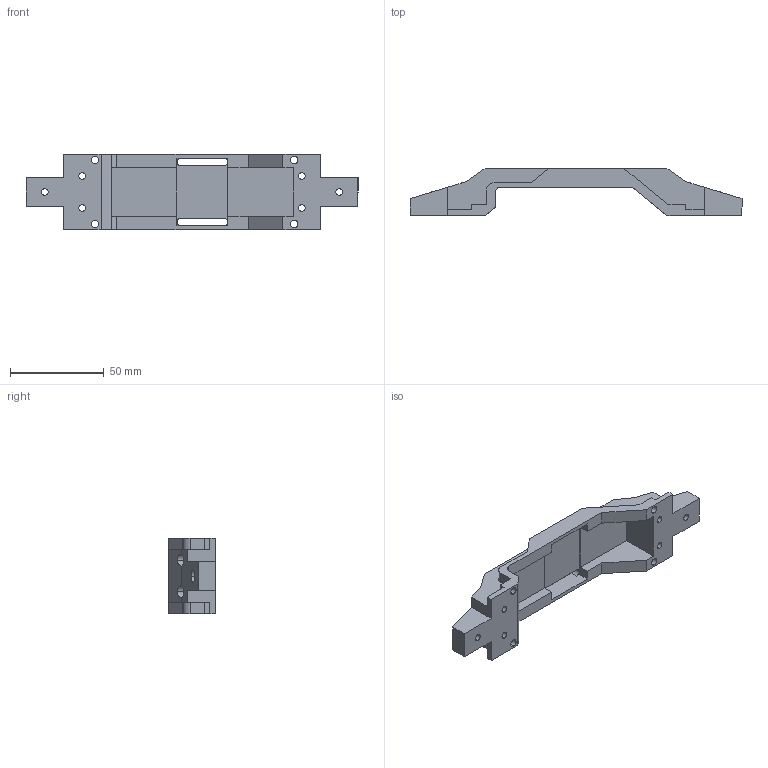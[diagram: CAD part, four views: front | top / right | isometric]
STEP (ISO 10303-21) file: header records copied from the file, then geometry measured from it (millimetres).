
FILE_DESCRIPTION (( 'STEP AP214' ), '1' );
FILE_NAME ('chassis_lower_x1.STEP', '2021-05-02T05:07:02', ( '' ), ( '' ), 'SwSTEP 2.0', 'SolidWorks 2019', '' );
FILE_SCHEMA (( 'AUTOMOTIVE_DESIGN' ));
Length unit declared in the file: millimetre
Products named in the file (1): chassis_lower_x1
Bounding box: 177 x 25 x 40 mm (x, y, z)
Volume: 45930.2 mm3; surface area: 22879.9 mm2
Topology: 1 solids, 1 shells, 118 faces, 343 edges, 226 vertices
Faces by surface type: plane 76, cylinder 42
Entity records: 3961 total; most frequent: CARTESIAN_POINT 748, ORIENTED_EDGE 686, DIRECTION 637, EDGE_CURVE 343, LINE 247, VECTOR 247, VERTEX_POINT 226, AXIS2_PLACEMENT_3D 195
